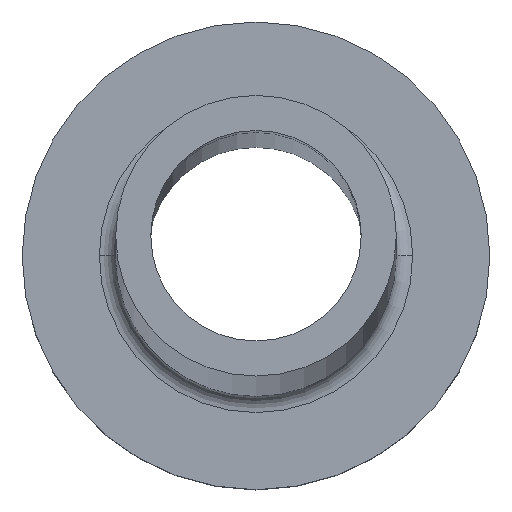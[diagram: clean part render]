
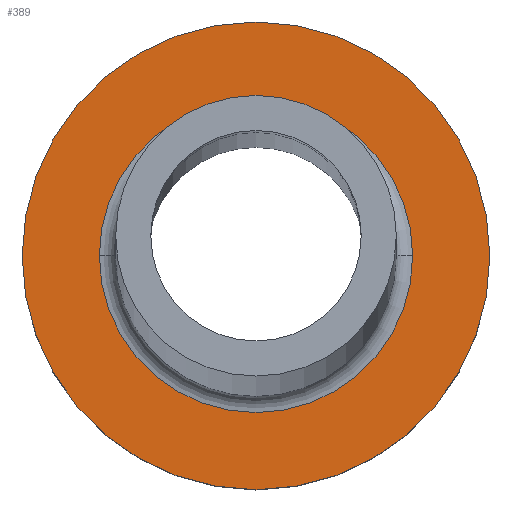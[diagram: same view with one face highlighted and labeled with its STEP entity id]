
A CAD part, top view. The second image highlights one B-rep face of the part: STEP entity #389.
In plain terms, the highlighted planar face has unit normal (0, 0, 1).
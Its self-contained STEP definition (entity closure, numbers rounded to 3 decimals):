
#15 = DIRECTION ( 'NONE',  ( 0., 0., -1. ) ) ;
#19 = CIRCLE ( 'NONE', #179, 6.7 ) ;
#28 = CIRCLE ( 'NONE', #114, 6.7 ) ;
#35 = VERTEX_POINT ( 'NONE', #189 ) ;
#53 = EDGE_CURVE ( 'NONE', #35, #371, #19, .T. ) ;
#55 = DIRECTION ( 'NONE',  ( 1., 0., 0. ) ) ;
#67 = CARTESIAN_POINT ( 'NONE',  ( 0., 0., 7. ) ) ;
#71 = AXIS2_PLACEMENT_3D ( 'NONE', #375, #376, #55 ) ;
#80 = CARTESIAN_POINT ( 'NONE',  ( 0., 0., 7. ) ) ;
#93 = DIRECTION ( 'NONE',  ( 0., 0., 1. ) ) ;
#105 = ORIENTED_EDGE ( 'NONE', *, *, #53, .T. ) ;
#107 = ORIENTED_EDGE ( 'NONE', *, *, #213, .T. ) ;
#114 = AXIS2_PLACEMENT_3D ( 'NONE', #80, #15, #357 ) ;
#130 = ORIENTED_EDGE ( 'NONE', *, *, #430, .T. ) ;
#155 = DIRECTION ( 'NONE',  ( 0., 0., -1. ) ) ;
#166 = EDGE_LOOP ( 'NONE', ( #105, #130 ) ) ;
#179 = AXIS2_PLACEMENT_3D ( 'NONE', #405, #155, #295 ) ;
#181 = EDGE_CURVE ( 'NONE', #391, #220, #421, .T. ) ;
#186 = AXIS2_PLACEMENT_3D ( 'NONE', #67, #277, #418 ) ;
#189 = CARTESIAN_POINT ( 'NONE',  ( 6.7, 0., 7. ) ) ;
#194 = CARTESIAN_POINT ( 'NONE',  ( -10., 0., 7. ) ) ;
#206 = CARTESIAN_POINT ( 'NONE',  ( 10., 0., 7. ) ) ;
#208 = AXIS2_PLACEMENT_3D ( 'NONE', #440, #93, #308 ) ;
#212 = CARTESIAN_POINT ( 'NONE',  ( -6.7, 0., 7. ) ) ;
#213 = EDGE_CURVE ( 'NONE', #220, #391, #288, .T. ) ;
#220 = VERTEX_POINT ( 'NONE', #194 ) ;
#252 = ORIENTED_EDGE ( 'NONE', *, *, #181, .T. ) ;
#277 = DIRECTION ( 'NONE',  ( 0., 0., 1. ) ) ;
#288 = CIRCLE ( 'NONE', #71, 10. ) ;
#295 = DIRECTION ( 'NONE',  ( 1., 0., 0. ) ) ;
#308 = DIRECTION ( 'NONE',  ( 1., 0., 0. ) ) ;
#309 = FACE_BOUND ( 'NONE', #166, .T. ) ;
#357 = DIRECTION ( 'NONE',  ( 1., 0., 0. ) ) ;
#371 = VERTEX_POINT ( 'NONE', #212 ) ;
#375 = CARTESIAN_POINT ( 'NONE',  ( 0., 0., 7. ) ) ;
#376 = DIRECTION ( 'NONE',  ( 0., 0., 1. ) ) ;
#384 = FACE_OUTER_BOUND ( 'NONE', #461, .T. ) ;
#389 = ADVANCED_FACE ( 'NONE', ( #309, #384 ), #455, .T. ) ;
#391 = VERTEX_POINT ( 'NONE', #206 ) ;
#405 = CARTESIAN_POINT ( 'NONE',  ( 0., 0., 7. ) ) ;
#418 = DIRECTION ( 'NONE',  ( 1., 0., 0. ) ) ;
#421 = CIRCLE ( 'NONE', #208, 10. ) ;
#430 = EDGE_CURVE ( 'NONE', #371, #35, #28, .T. ) ;
#440 = CARTESIAN_POINT ( 'NONE',  ( 0., 0., 7. ) ) ;
#455 = PLANE ( 'NONE',  #186 ) ;
#461 = EDGE_LOOP ( 'NONE', ( #107, #252 ) ) ;
